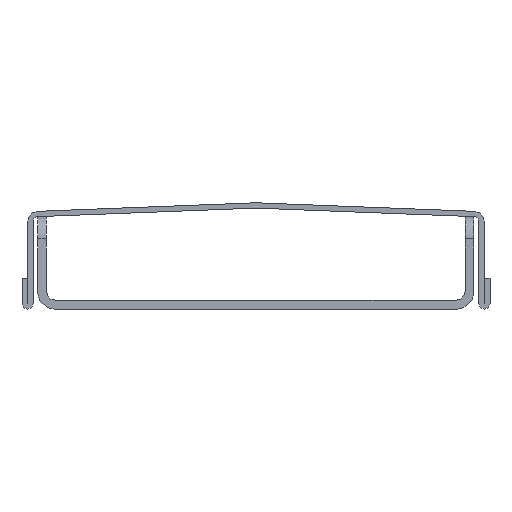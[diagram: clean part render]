
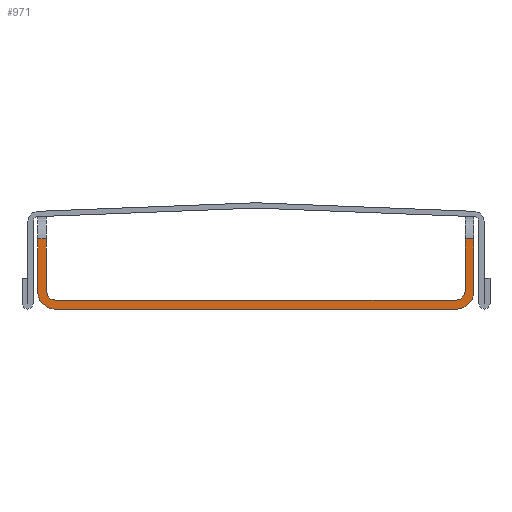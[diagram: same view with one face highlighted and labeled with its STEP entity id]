
A CAD part, front view. The second image highlights one B-rep face of the part: STEP entity #971.
In plain terms, the highlighted planar face has unit normal (0, -1, 0).
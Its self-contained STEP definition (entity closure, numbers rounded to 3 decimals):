
#971=ADVANCED_FACE('',(#2031),#1498,.F.);
#1498=PLANE('',#15332);
#2031=FACE_OUTER_BOUND('',#2735,.T.);
#2735=EDGE_LOOP('',(#5087,#5088,#5089,#5090,#5091,#5092,#5093,#5094,#5095,
#5096,#5097,#5098));
#3929=CIRCLE('',#15328,2.);
#3930=CIRCLE('',#15329,2.);
#3931=CIRCLE('',#15330,4.);
#3932=CIRCLE('',#15331,4.);
#5087=ORIENTED_EDGE('',*,*,#10613,.F.);
#5088=ORIENTED_EDGE('',*,*,#10614,.T.);
#5089=ORIENTED_EDGE('',*,*,#10615,.T.);
#5090=ORIENTED_EDGE('',*,*,#10616,.T.);
#5091=ORIENTED_EDGE('',*,*,#10617,.T.);
#5092=ORIENTED_EDGE('',*,*,#10618,.T.);
#5093=ORIENTED_EDGE('',*,*,#10619,.F.);
#5094=ORIENTED_EDGE('',*,*,#10620,.F.);
#5095=ORIENTED_EDGE('',*,*,#10621,.F.);
#5096=ORIENTED_EDGE('',*,*,#10622,.F.);
#5097=ORIENTED_EDGE('',*,*,#10623,.T.);
#5098=ORIENTED_EDGE('',*,*,#10612,.F.);
#9185=VERTEX_POINT('',#22034);
#9186=VERTEX_POINT('',#22036);
#9187=VERTEX_POINT('',#22040);
#9188=VERTEX_POINT('',#22042);
#9189=VERTEX_POINT('',#22044);
#9190=VERTEX_POINT('',#22046);
#9191=VERTEX_POINT('',#22048);
#9192=VERTEX_POINT('',#22050);
#9193=VERTEX_POINT('',#22052);
#9194=VERTEX_POINT('',#22054);
#9195=VERTEX_POINT('',#22056);
#9196=VERTEX_POINT('',#22058);
#10612=EDGE_CURVE('',#9186,#9185,#12358,.T.);
#10613=EDGE_CURVE('',#9187,#9186,#12359,.T.);
#10614=EDGE_CURVE('',#9187,#9188,#3929,.T.);
#10615=EDGE_CURVE('',#9188,#9189,#12360,.T.);
#10616=EDGE_CURVE('',#9189,#9190,#3930,.T.);
#10617=EDGE_CURVE('',#9190,#9191,#12361,.T.);
#10618=EDGE_CURVE('',#9191,#9192,#12362,.T.);
#10619=EDGE_CURVE('',#9193,#9192,#12363,.T.);
#10620=EDGE_CURVE('',#9194,#9193,#3931,.T.);
#10621=EDGE_CURVE('',#9195,#9194,#12364,.T.);
#10622=EDGE_CURVE('',#9196,#9195,#3932,.T.);
#10623=EDGE_CURVE('',#9196,#9185,#12365,.T.);
#12358=LINE('',#22037,#13762);
#12359=LINE('',#22039,#13763);
#12360=LINE('',#22043,#13764);
#12361=LINE('',#22047,#13765);
#12362=LINE('',#22049,#13766);
#12363=LINE('',#22051,#13767);
#12364=LINE('',#22055,#13768);
#12365=LINE('',#22059,#13769);
#13762=VECTOR('',#17663,1.);
#13763=VECTOR('',#17666,1.);
#13764=VECTOR('',#17669,1.);
#13765=VECTOR('',#17672,1.);
#13766=VECTOR('',#17673,1.);
#13767=VECTOR('',#17674,1.);
#13768=VECTOR('',#17677,1.);
#13769=VECTOR('',#17680,1.);
#15328=AXIS2_PLACEMENT_3D('',#22041,#17667,#17668);
#15329=AXIS2_PLACEMENT_3D('',#22045,#17670,#17671);
#15330=AXIS2_PLACEMENT_3D('',#22053,#17675,#17676);
#15331=AXIS2_PLACEMENT_3D('',#22057,#17678,#17679);
#15332=AXIS2_PLACEMENT_3D('',#22060,#17681,#17682);
#17663=DIRECTION('',(1.,0.,0.));
#17666=DIRECTION('',(0.,0.,1.));
#17667=DIRECTION('',(0.,1.,0.));
#17668=DIRECTION('',(1.,0.,0.));
#17669=DIRECTION('',(-1.,0.,0.));
#17670=DIRECTION('',(0.,1.,0.));
#17671=DIRECTION('',(-1.,0.,0.));
#17672=DIRECTION('',(0.,0.,1.));
#17673=DIRECTION('',(-1.,0.,0.));
#17674=DIRECTION('',(0.,0.,1.));
#17675=DIRECTION('',(0.,1.,0.));
#17676=DIRECTION('',(-1.,0.,0.));
#17677=DIRECTION('',(-1.,0.,0.));
#17678=DIRECTION('',(0.,1.,0.));
#17679=DIRECTION('',(1.,0.,0.));
#17680=DIRECTION('',(0.,0.,1.));
#17681=DIRECTION('',(0.,1.,0.));
#17682=DIRECTION('',(1.,0.,0.));
#22034=CARTESIAN_POINT('',(146.539,-1409.753,803.834));
#22036=CARTESIAN_POINT('',(144.539,-1409.753,803.834));
#22037=CARTESIAN_POINT('',(-5855.555,-1409.753,803.834));
#22039=CARTESIAN_POINT('',(144.539,-1409.753,788.054));
#22040=CARTESIAN_POINT('',(144.539,-1409.753,792.054));
#22041=CARTESIAN_POINT('',(142.539,-1409.753,792.054));
#22042=CARTESIAN_POINT('',(142.539,-1409.753,790.054));
#22043=CARTESIAN_POINT('',(48.539,-1409.753,790.054));
#22044=CARTESIAN_POINT('',(52.539,-1409.753,790.054));
#22045=CARTESIAN_POINT('',(52.539,-1409.753,792.054));
#22046=CARTESIAN_POINT('',(50.539,-1409.753,792.054));
#22047=CARTESIAN_POINT('',(50.539,-1409.753,788.054));
#22048=CARTESIAN_POINT('',(50.539,-1409.753,803.834));
#22049=CARTESIAN_POINT('',(6050.633,-1409.753,803.834));
#22050=CARTESIAN_POINT('',(48.539,-1409.753,803.834));
#22051=CARTESIAN_POINT('',(48.539,-1409.753,788.054));
#22052=CARTESIAN_POINT('',(48.539,-1409.753,792.054));
#22053=CARTESIAN_POINT('',(52.539,-1409.753,792.054));
#22054=CARTESIAN_POINT('',(52.539,-1409.753,788.054));
#22055=CARTESIAN_POINT('',(48.539,-1409.753,788.054));
#22056=CARTESIAN_POINT('',(142.539,-1409.753,788.054));
#22057=CARTESIAN_POINT('',(142.539,-1409.753,792.054));
#22058=CARTESIAN_POINT('',(146.539,-1409.753,792.054));
#22059=CARTESIAN_POINT('',(146.539,-1409.753,788.054));
#22060=CARTESIAN_POINT('',(-5855.555,-1409.753,788.054));
